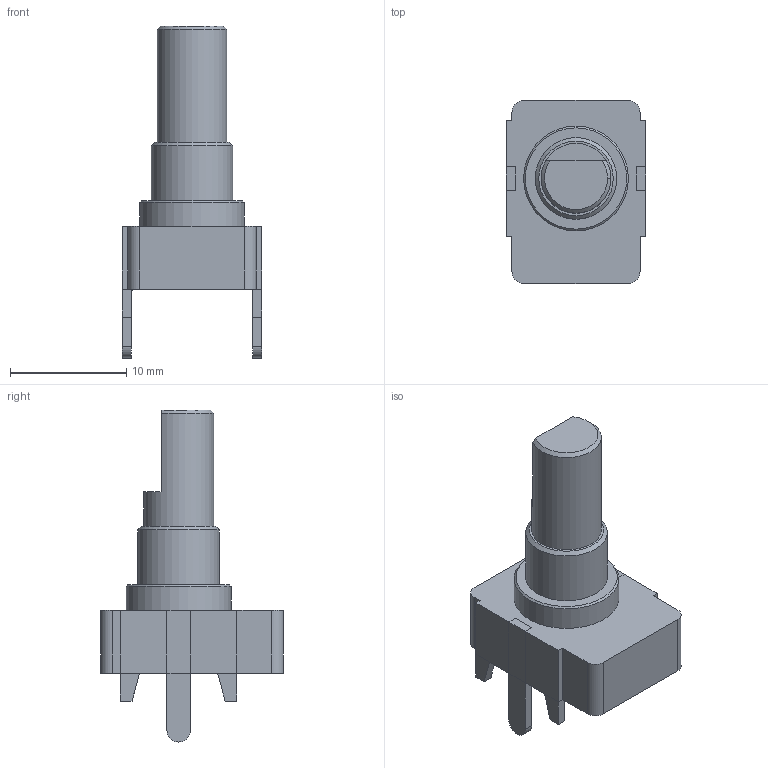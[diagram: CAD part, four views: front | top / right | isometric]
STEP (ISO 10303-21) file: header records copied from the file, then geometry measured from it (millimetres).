
FILE_DESCRIPTION(('FreeCAD Model'),'2;1');
FILE_NAME('ALPHA_RV112FF-40B1-15F.step','2019-12-10T17:55:59',('Author'),(''), 'Open CASCADE STEP processor 7.3','FreeCAD','Unknown');
FILE_SCHEMA(('AUTOMOTIVE_DESIGN { 1 0 10303 214 1 1 1 1 }'));
Length unit declared in the file: millimetre
Products named in the file (1): Gehäuse
Bounding box: 12 x 15.7 x 28.5 mm (x, y, z)
Volume: 1584.9 mm3; surface area: 1099.5 mm2
Topology: 1 solids, 1 shells, 67 faces, 165 edges, 103 vertices
Faces by surface type: plane 54, cylinder 9, cone 4
Full cylindrical faces by diameter (mm): 6 x1, 7 x1, 9 x1
Entity records: 4130 total; most frequent: CARTESIAN_POINT 712, DIRECTION 650, LINE 445, VECTOR 445, ORIENTED_EDGE 330, PCURVE 330, DEFINITIONAL_REPRESENTATION 330, EDGE_CURVE 165
